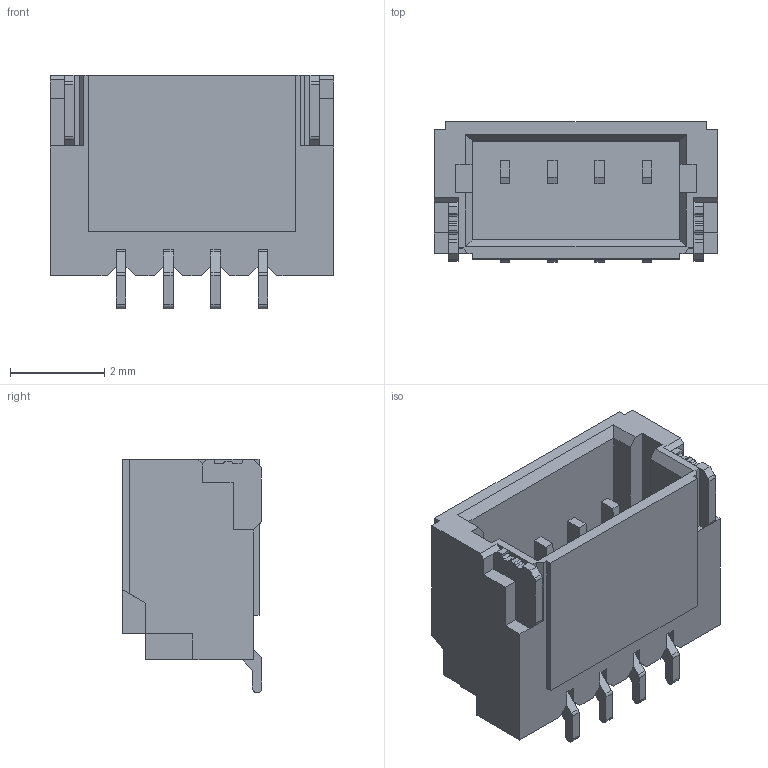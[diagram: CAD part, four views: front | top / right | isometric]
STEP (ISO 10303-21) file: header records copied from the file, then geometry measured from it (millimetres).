
FILE_DESCRIPTION(('FreeCAD Model'),'2;1');
FILE_NAME('Open CASCADE Shape Model','2024-10-02T21:34:49',('Author'),( ''),'Open CASCADE STEP processor 7.6','FreeCAD','Unknown');
FILE_SCHEMA(('AUTOMOTIVE_DESIGN { 1 0 10303 214 1 1 1 1 }'));
Length unit declared in the file: millimetre
Products named in the file (9): Unnamed; SM04B-SRSS-TB(LF)(SN)006; SM04B-SRSS-TB(LF)(SN)007; SM04B-SRSS-TB(LF)(SN); SM04B-SRSS-TB(LF)(SN)001; SM04B-SRSS-TB(LF)(SN)002; SM04B-SRSS-TB(LF)(SN)003; SM04B-SRSS-TB(LF)(SN)004; SM04B-SRSS-TB(LF)(SN)005
Assembly tree (9 placements, depth 3):
  Unnamed
    SM04B-SRSS-TB(LF)(SN)006
    SM04B-SRSS-TB(LF)(SN)007
      SM04B-SRSS-TB(LF)(SN)
      SM04B-SRSS-TB(LF)(SN)001
      SM04B-SRSS-TB(LF)(SN)002
      SM04B-SRSS-TB(LF)(SN)003
      SM04B-SRSS-TB(LF)(SN)004
      SM04B-SRSS-TB(LF)(SN)005
      SM04B-SRSS-TB(LF)(SN)006
Bounding box: 6 x 2.96 x 4.95 mm (x, y, z)
Volume: 78.7 mm3; surface area: 351.8 mm2
Topology: 8 solids, 8 shells, 328 faces, 934 edges, 616 vertices
Faces by surface type: plane 288, cylinder 40
Entity records: 7537 total; most frequent: CARTESIAN_POINT 1309, ORIENTED_EDGE 1288, DIRECTION 1202, EDGE_CURVE 644, LINE 564, VECTOR 564, VERTEX_POINT 426, AXIS2_PLACEMENT_3D 319
